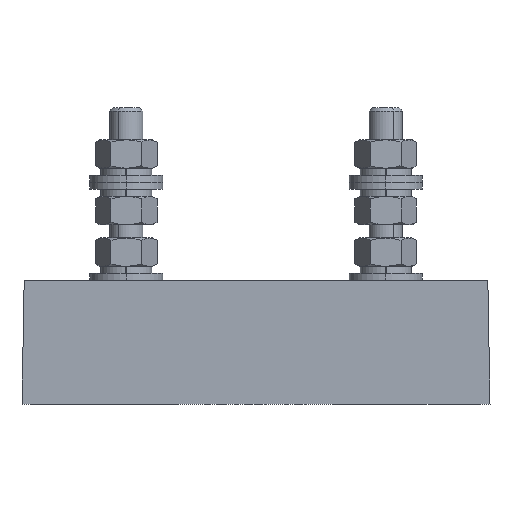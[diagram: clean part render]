
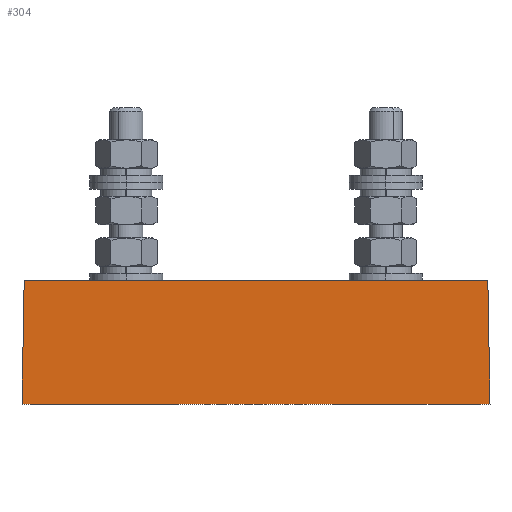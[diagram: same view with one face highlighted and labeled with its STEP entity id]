
A CAD part, top view. The second image highlights one B-rep face of the part: STEP entity #304.
In plain terms, the highlighted planar face has unit normal (0, 0, 1).
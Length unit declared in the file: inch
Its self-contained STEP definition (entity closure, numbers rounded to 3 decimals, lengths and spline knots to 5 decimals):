
#40 = CARTESIAN_POINT ( 'NONE',  ( 2.2, 0., 0.75 ) ) ;
#194 = ORIENTED_EDGE ( 'NONE', *, *, #7363, .T. ) ;
#304 = ADVANCED_FACE ( 'NONE', ( #12053 ), #16655, .F. ) ;
#344 = LINE ( 'NONE', #2789, #14910 ) ;
#458 = DIRECTION ( 'NONE',  ( 0., 0., -1. ) ) ;
#532 = CARTESIAN_POINT ( 'NONE',  ( -2.17966, 1.165, 0.75 ) ) ;
#892 = EDGE_CURVE ( 'NONE', #3647, #11892, #17197, .T. ) ;
#1160 = CARTESIAN_POINT ( 'NONE',  ( 0., 0., 0.75 ) ) ;
#2547 = DIRECTION ( 'NONE',  ( -0.017, 1., 0. ) ) ;
#2789 = CARTESIAN_POINT ( 'NONE',  ( -2.2, 0., 0.75 ) ) ;
#3104 = CARTESIAN_POINT ( 'NONE',  ( -2.17966, 1.165, 0.75 ) ) ;
#3647 = VERTEX_POINT ( 'NONE', #6035 ) ;
#4510 = EDGE_CURVE ( 'NONE', #7874, #3647, #11534, .T. ) ;
#5046 = CARTESIAN_POINT ( 'NONE',  ( -2.2, 0., 0.75 ) ) ;
#6035 = CARTESIAN_POINT ( 'NONE',  ( 2.17966, 1.165, 0.75 ) ) ;
#6923 = VECTOR ( 'NONE', #10325, 39.37008 ) ;
#7363 = EDGE_CURVE ( 'NONE', #11892, #10935, #10879, .T. ) ;
#7874 = VERTEX_POINT ( 'NONE', #40 ) ;
#8026 = VECTOR ( 'NONE', #2547, 39.37008 ) ;
#8100 = ORIENTED_EDGE ( 'NONE', *, *, #4510, .T. ) ;
#8452 = DIRECTION ( 'NONE',  ( -1., 0., 0. ) ) ;
#9743 = CARTESIAN_POINT ( 'NONE',  ( -2.2, 0., 0.75 ) ) ;
#10225 = ORIENTED_EDGE ( 'NONE', *, *, #892, .T. ) ;
#10241 = CARTESIAN_POINT ( 'NONE',  ( 2.2, 0., 0.75 ) ) ;
#10325 = DIRECTION ( 'NONE',  ( -0.017, -1., 0. ) ) ;
#10332 = DIRECTION ( 'NONE',  ( -1., 0., 0. ) ) ;
#10734 = DIRECTION ( 'NONE',  ( 1., 0., 0. ) ) ;
#10879 = LINE ( 'NONE', #5046, #6923 ) ;
#10935 = VERTEX_POINT ( 'NONE', #9743 ) ;
#11534 = LINE ( 'NONE', #10241, #8026 ) ;
#11892 = VERTEX_POINT ( 'NONE', #532 ) ;
#12053 = FACE_OUTER_BOUND ( 'NONE', #16388, .T. ) ;
#12922 = EDGE_CURVE ( 'NONE', #10935, #7874, #344, .T. ) ;
#13695 = VECTOR ( 'NONE', #10332, 39.37008 ) ;
#14060 = AXIS2_PLACEMENT_3D ( 'NONE', #1160, #458, #8452 ) ;
#14910 = VECTOR ( 'NONE', #10734, 39.37008 ) ;
#15271 = ORIENTED_EDGE ( 'NONE', *, *, #12922, .T. ) ;
#16388 = EDGE_LOOP ( 'NONE', ( #194, #15271, #8100, #10225 ) ) ;
#16655 = PLANE ( 'NONE',  #14060 ) ;
#17197 = LINE ( 'NONE', #3104, #13695 ) ;
